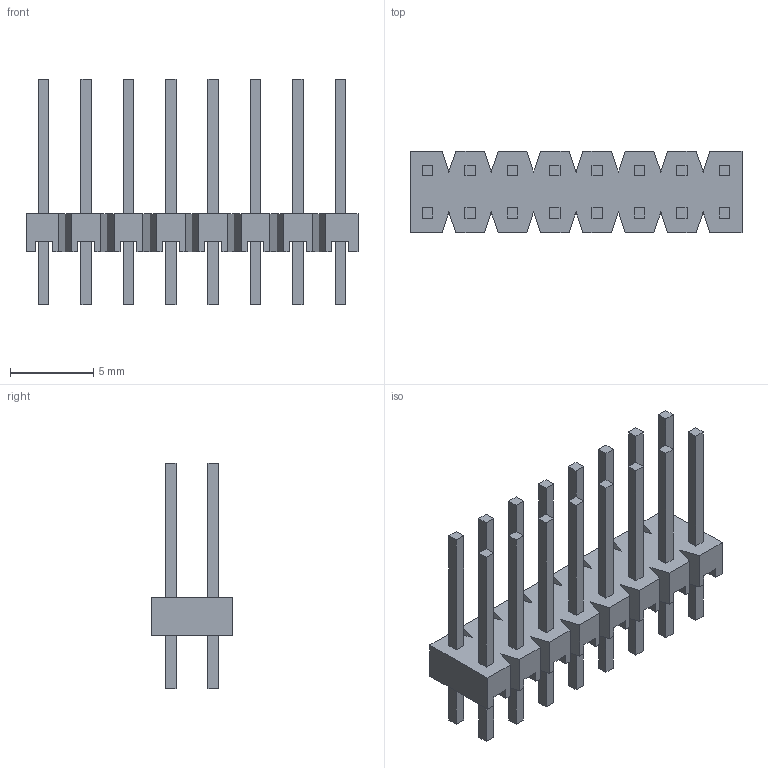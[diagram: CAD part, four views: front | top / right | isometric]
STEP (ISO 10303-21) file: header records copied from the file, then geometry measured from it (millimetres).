
FILE_DESCRIPTION((''),'2;1');
FILE_NAME('C-5-146253-8','2016-09-01T',('workeradm'),('Tyco Electronics Ltd.'),'CREO PARAMETRIC BY PTC INC, 2016050','CREO PARAMETRIC BY PTC INC, 2016050','');
FILE_SCHEMA(('AUTOMOTIVE_DESIGN { 1 0 10303 214 1 1 1 1 }'));
Length unit declared in the file: millimetre
Products named in the file (1): C-5-146253-8
Bounding box: 19.91 x 4.88 x 13.54 mm (x, y, z)
Volume: 245.7 mm3; surface area: 869.2 mm2
Topology: 1 solids, 1 shells, 304 faces, 810 edges, 540 vertices
Faces by surface type: plane 304
Entity records: 9430 total; most frequent: CARTESIAN_POINT 1656, ORIENTED_EDGE 1620, DIRECTION 1418, VECTOR 810, LINE 810, EDGE_CURVE 810, VERTEX_POINT 540, EDGE_LOOP 336
